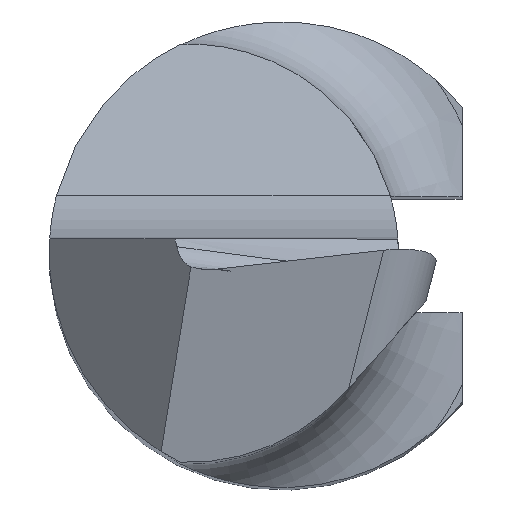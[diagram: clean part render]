
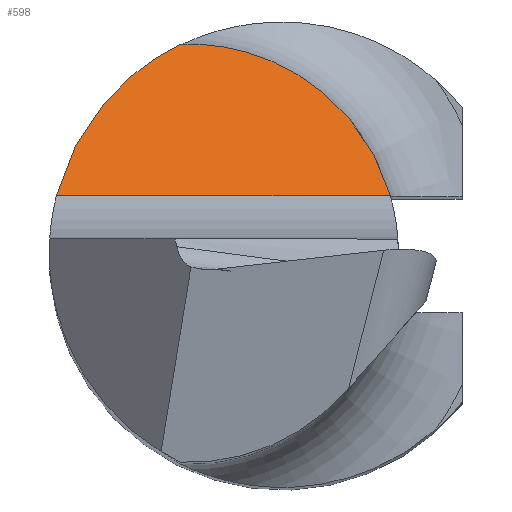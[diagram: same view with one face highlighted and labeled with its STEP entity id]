
A CAD part, top view. The second image highlights one B-rep face of the part: STEP entity #598.
In plain terms, the highlighted planar face has unit normal (0, 0.766, 0.643).
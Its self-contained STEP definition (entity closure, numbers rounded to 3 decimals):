
#56 = PLANE ( 'NONE',  #120 ) ;
#88 = EDGE_CURVE ( 'NONE', #677, #149, #682, .T. ) ;
#120 = AXIS2_PLACEMENT_3D ( 'NONE', #1095, #833, #1017 ) ;
#124 = LINE ( 'NONE', #550, #431 ) ;
#149 = VERTEX_POINT ( 'NONE', #830 ) ;
#220 = CARTESIAN_POINT ( 'NONE',  ( -0.872, 1.8, 19.002 ) ) ;
#306 = CARTESIAN_POINT ( 'NONE',  ( 0.693, 1.326, 19.566 ) ) ;
#307 = CARTESIAN_POINT ( 'NONE',  ( -0.872, 1.8, 19.002 ) ) ;
#321 = VERTEX_POINT ( 'NONE', #946 ) ;
#384 = DIRECTION ( 'NONE',  ( 1., 0., 0. ) ) ;
#411 = CARTESIAN_POINT ( 'NONE',  ( -1.938, 0.494, 20.558 ) ) ;
#431 = VECTOR ( 'NONE', #384, 1000. ) ;
#484 = ORIENTED_EDGE ( 'NONE', *, *, #769, .T. ) ;
#493 = CARTESIAN_POINT ( 'NONE',  ( 0.931, 0.494, 20.558 ) ) ;
#550 = CARTESIAN_POINT ( 'NONE',  ( -2., 0.494, 20.558 ) ) ;
#590 = CARTESIAN_POINT ( 'NONE',  ( -1.411, 1.539, 19.313 ) ) ;
#598 = ADVANCED_FACE ( 'NONE', ( #827 ), #56, .F. ) ;
#612 = EDGE_CURVE ( 'NONE', #321, #149, #1108, .T. ) ;
#647 = EDGE_LOOP ( 'NONE', ( #484, #884, #712 ) ) ;
#658 = CARTESIAN_POINT ( 'NONE',  ( -0.007, 1.834, 18.961 ) ) ;
#674 = CARTESIAN_POINT ( 'NONE',  ( -1.79, 1.075, 19.866 ) ) ;
#677 = VERTEX_POINT ( 'NONE', #411 ) ;
#682 =( BOUNDED_CURVE ( )  B_SPLINE_CURVE ( 3, ( #1023, #674, #590, #307 ),
 .UNSPECIFIED., .F., .T. ) 
 B_SPLINE_CURVE_WITH_KNOTS ( ( 4, 4 ),
 ( 4.962, 5.832 ),
 .UNSPECIFIED. ) 
 CURVE ( )  GEOMETRIC_REPRESENTATION_ITEM ( )  RATIONAL_B_SPLINE_CURVE ( ( 1., 0.938, 0.938, 1. ) ) 
 REPRESENTATION_ITEM ( '' )  );
#712 = ORIENTED_EDGE ( 'NONE', *, *, #88, .F. ) ;
#769 = EDGE_CURVE ( 'NONE', #677, #321, #124, .T. ) ;
#827 = FACE_OUTER_BOUND ( 'NONE', #647, .T. ) ;
#830 = CARTESIAN_POINT ( 'NONE',  ( -0.872, 1.8, 19.002 ) ) ;
#833 = DIRECTION ( 'NONE',  ( 0., -0.766, -0.643 ) ) ;
#884 = ORIENTED_EDGE ( 'NONE', *, *, #612, .T. ) ;
#946 = CARTESIAN_POINT ( 'NONE',  ( 0.931, 0.494, 20.558 ) ) ;
#1017 = DIRECTION ( 'NONE',  ( 0., 0.643, -0.766 ) ) ;
#1023 = CARTESIAN_POINT ( 'NONE',  ( -1.938, 0.494, 20.558 ) ) ;
#1095 = CARTESIAN_POINT ( 'NONE',  ( -2., 0.494, 20.558 ) ) ;
#1108 =( BOUNDED_CURVE ( )  B_SPLINE_CURVE ( 3, ( #493, #306, #658, #220 ),
 .UNSPECIFIED., .F., .T. ) 
 B_SPLINE_CURVE_WITH_KNOTS ( ( 4, 4 ),
 ( 4.99, 6.322 ),
 .UNSPECIFIED. ) 
 CURVE ( )  GEOMETRIC_REPRESENTATION_ITEM ( )  RATIONAL_B_SPLINE_CURVE ( ( 1., 0.858, 0.858, 1. ) ) 
 REPRESENTATION_ITEM ( '' )  );
